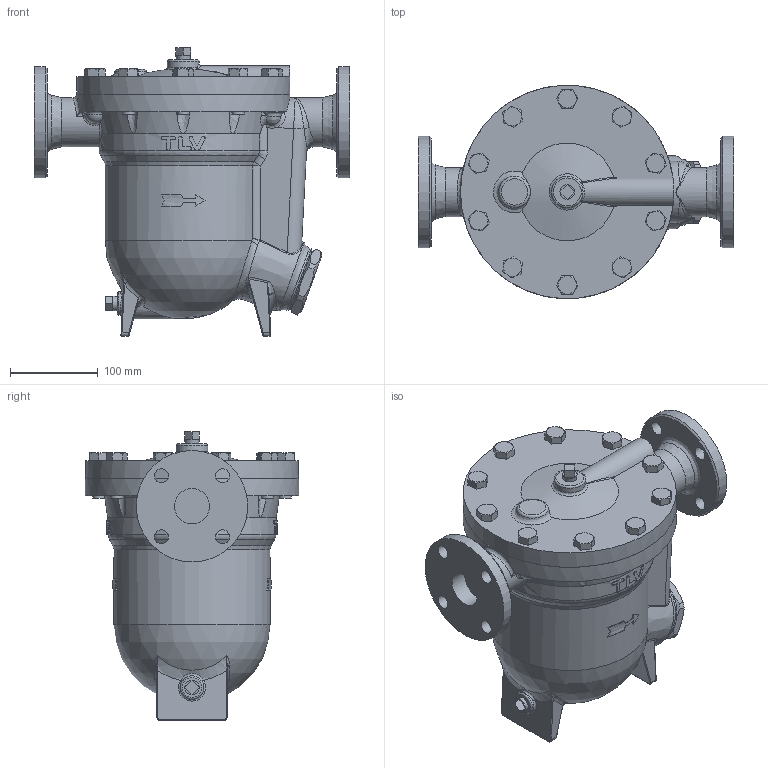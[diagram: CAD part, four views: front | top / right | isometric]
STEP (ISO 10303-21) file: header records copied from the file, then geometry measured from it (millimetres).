
FILE_DESCRIPTION((''),'2;1');
FILE_NAME('j72x0-040-a0125-00.stp','2010-06-02T13:36:23',('nakaot'),(''),'Autodesk Inventor 2008','Autodesk Inventor 2008','');
FILE_SCHEMA(('AUTOMOTIVE_DESIGN { 1 0 10303 214 1 1 1 1 }'));
Length unit declared in the file: millimetre
Products named in the file (1): j72x0-040-a0125-00
Bounding box: 359 x 242.94 x 329.1 mm (x, y, z)
Volume: 8866031.7 mm3; surface area: 428596.2 mm2
Topology: 5 solids, 5 shells, 503 faces, 1228 edges, 763 vertices
Faces by surface type: plane 195, bspline 116, cylinder 99, cone 83, torus 6, sphere 4
Full cylindrical faces by diameter (mm): 11.835 x2, 14 x16, 26.681 x1, 36 x1, 40 x2, 56 x2, 75 x1, 127 x2, 243 x1
Entity records: 26609 total; most frequent: CARTESIAN_POINT 16216, ORIENTED_EDGE 2214, DIRECTION 1948, EDGE_CURVE 1107, AXIS2_PLACEMENT_3D 820, VERTEX_POINT 719, EDGE_LOOP 644, FACE_OUTER_BOUND 503
